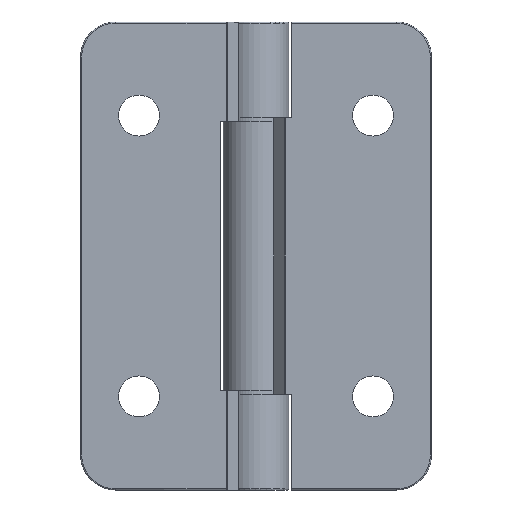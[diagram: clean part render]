
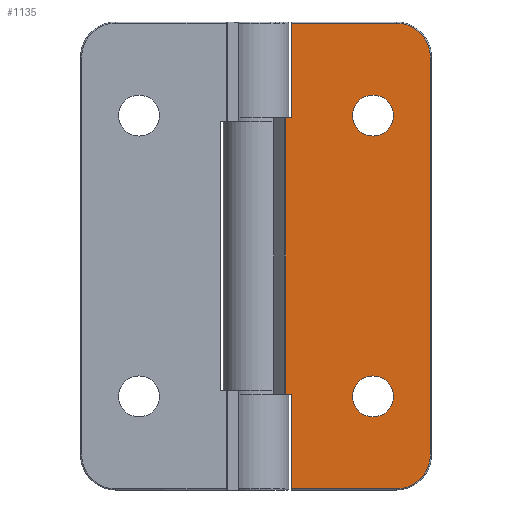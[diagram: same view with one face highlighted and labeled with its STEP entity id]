
A CAD part, front view. The second image highlights one B-rep face of the part: STEP entity #1135.
In plain terms, the highlighted planar face has unit normal (0, -1, 0).
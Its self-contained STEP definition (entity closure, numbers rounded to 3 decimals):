
#106=FACE_BOUND('',#328,.T.);
#107=FACE_BOUND('',#329,.T.);
#173=CIRCLE('',#1273,2.9);
#174=CIRCLE('',#1274,2.9);
#175=CIRCLE('',#1275,1.75);
#176=CIRCLE('',#1276,1.75);
#240=FACE_OUTER_BOUND('',#327,.T.);
#327=EDGE_LOOP('',(#965,#966,#967,#968,#969,#970,#971,#972,#973,#974));
#328=EDGE_LOOP('',(#975));
#329=EDGE_LOOP('',(#976));
#402=LINE('',#1927,#471);
#405=LINE('',#1942,#474);
#407=LINE('',#1952,#476);
#411=LINE('',#1969,#480);
#415=LINE('',#1978,#484);
#416=LINE('',#1981,#485);
#417=LINE('',#1983,#486);
#418=LINE('',#1987,#487);
#471=VECTOR('',#1543,8.1);
#474=VECTOR('',#1558,0.455);
#476=VECTOR('',#1566,0.455);
#480=VECTOR('',#1582,8.1);
#484=VECTOR('',#1590,9.);
#485=VECTOR('',#1595,23.6);
#486=VECTOR('',#1596,9.);
#487=VECTOR('',#1599,34.);
#560=VERTEX_POINT('',#1924);
#561=VERTEX_POINT('',#1926);
#567=VERTEX_POINT('',#1940);
#571=VERTEX_POINT('',#1949);
#572=VERTEX_POINT('',#1951);
#579=VERTEX_POINT('',#1967);
#582=VERTEX_POINT('',#1977);
#583=VERTEX_POINT('',#1982);
#584=VERTEX_POINT('',#1984);
#585=VERTEX_POINT('',#1986);
#586=VERTEX_POINT('',#1989);
#587=VERTEX_POINT('',#1991);
#692=EDGE_CURVE('',#561,#560,#402,.T.);
#700=EDGE_CURVE('',#560,#567,#405,.T.);
#704=EDGE_CURVE('',#572,#571,#407,.T.);
#713=EDGE_CURVE('',#571,#579,#411,.T.);
#717=EDGE_CURVE('',#561,#582,#415,.T.);
#719=EDGE_CURVE('',#572,#567,#416,.T.);
#720=EDGE_CURVE('',#583,#579,#417,.T.);
#721=EDGE_CURVE('',#584,#583,#173,.T.);
#722=EDGE_CURVE('',#585,#584,#418,.T.);
#723=EDGE_CURVE('',#582,#585,#174,.T.);
#724=EDGE_CURVE('',#586,#586,#175,.T.);
#725=EDGE_CURVE('',#587,#587,#176,.T.);
#965=ORIENTED_EDGE('',*,*,#692,.T.);
#966=ORIENTED_EDGE('',*,*,#700,.T.);
#967=ORIENTED_EDGE('',*,*,#719,.F.);
#968=ORIENTED_EDGE('',*,*,#704,.T.);
#969=ORIENTED_EDGE('',*,*,#713,.T.);
#970=ORIENTED_EDGE('',*,*,#720,.F.);
#971=ORIENTED_EDGE('',*,*,#721,.F.);
#972=ORIENTED_EDGE('',*,*,#722,.F.);
#973=ORIENTED_EDGE('',*,*,#723,.F.);
#974=ORIENTED_EDGE('',*,*,#717,.F.);
#975=ORIENTED_EDGE('',*,*,#724,.T.);
#976=ORIENTED_EDGE('',*,*,#725,.T.);
#1084=PLANE('',#1272);
#1135=ADVANCED_FACE('',(#240,#106,#107),#1084,.T.);
#1272=AXIS2_PLACEMENT_3D('',#1980,#1593,#1594);
#1273=AXIS2_PLACEMENT_3D('',#1985,#1597,#1598);
#1274=AXIS2_PLACEMENT_3D('',#1988,#1600,#1601);
#1275=AXIS2_PLACEMENT_3D('',#1990,#1602,#1603);
#1276=AXIS2_PLACEMENT_3D('',#1992,#1604,#1605);
#1543=DIRECTION('',(0.,0.,1.));
#1558=DIRECTION('',(1.,0.,0.));
#1566=DIRECTION('',(-1.,0.,0.));
#1582=DIRECTION('',(0.,0.,1.));
#1590=DIRECTION('',(-1.,0.,0.));
#1593=DIRECTION('center_axis',(0.,-1.,0.));
#1594=DIRECTION('ref_axis',(1.,0.,0.));
#1595=DIRECTION('',(0.,0.,-1.));
#1596=DIRECTION('',(1.,0.,0.));
#1597=DIRECTION('center_axis',(0.,1.,0.));
#1598=DIRECTION('ref_axis',(-0.707,0.,0.707));
#1599=DIRECTION('',(0.,0.,1.));
#1600=DIRECTION('center_axis',(0.,1.,0.));
#1601=DIRECTION('ref_axis',(-0.707,0.,-0.707));
#1602=DIRECTION('center_axis',(0.,1.,0.));
#1603=DIRECTION('ref_axis',(1.,0.,0.));
#1604=DIRECTION('center_axis',(0.,1.,0.));
#1605=DIRECTION('ref_axis',(1.,0.,0.));
#1924=CARTESIAN_POINT('',(-3.,0.,-11.8));
#1926=CARTESIAN_POINT('',(-3.,0.,-19.9));
#1927=CARTESIAN_POINT('',(-3.,0.,-14.58));
#1940=CARTESIAN_POINT('',(-2.545,0.,-11.8));
#1942=CARTESIAN_POINT('',(-9.,0.,-11.8));
#1949=CARTESIAN_POINT('',(-3.,0.,11.8));
#1951=CARTESIAN_POINT('',(-2.545,0.,11.8));
#1952=CARTESIAN_POINT('',(-4.758,0.,11.8));
#1967=CARTESIAN_POINT('',(-3.,0.,19.9));
#1969=CARTESIAN_POINT('',(-3.,0.,5.9));
#1977=CARTESIAN_POINT('',(-12.,0.,-19.9));
#1978=CARTESIAN_POINT('',(-11.802,0.,-19.9));
#1980=CARTESIAN_POINT('Origin',(-15.,0.,0.));
#1981=CARTESIAN_POINT('',(-2.545,0.,0.));
#1982=CARTESIAN_POINT('',(-12.,0.,19.9));
#1983=CARTESIAN_POINT('',(-11.802,0.,19.9));
#1984=CARTESIAN_POINT('',(-14.9,0.,17.));
#1985=CARTESIAN_POINT('Origin',(-12.,0.,17.));
#1986=CARTESIAN_POINT('',(-14.9,0.,-17.));
#1987=CARTESIAN_POINT('',(-14.9,0.,0.));
#1988=CARTESIAN_POINT('Origin',(-12.,0.,-17.));
#1989=CARTESIAN_POINT('',(-11.75,0.,12.));
#1990=CARTESIAN_POINT('Origin',(-10.,0.,12.));
#1991=CARTESIAN_POINT('',(-11.75,0.,-12.));
#1992=CARTESIAN_POINT('Origin',(-10.,0.,-12.));
